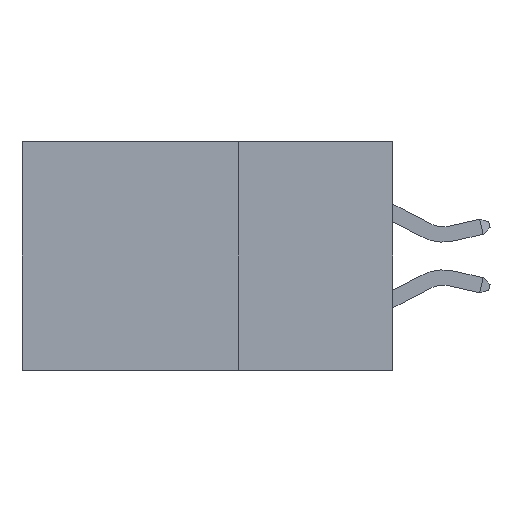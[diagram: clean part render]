
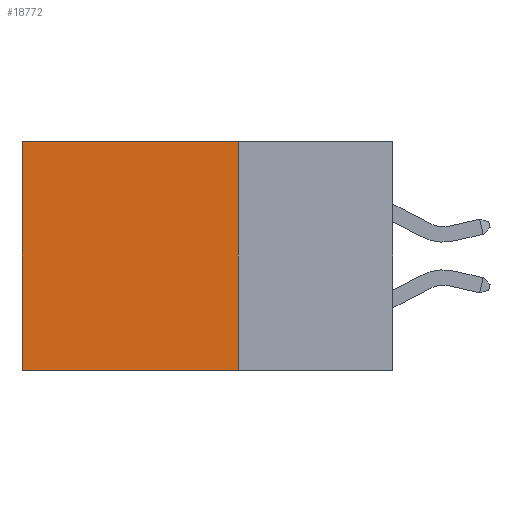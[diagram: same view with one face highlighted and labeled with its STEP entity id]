
A CAD part, left-side view. The second image highlights one B-rep face of the part: STEP entity #18772.
In plain terms, the highlighted planar face has unit normal (-1, 0, 0).
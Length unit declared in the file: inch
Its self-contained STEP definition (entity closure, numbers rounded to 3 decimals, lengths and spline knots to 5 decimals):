
#1326 = EDGE_CURVE ( 'NONE', #23300, #20118, #14438, .T. ) ;
#1723 = LINE ( 'NONE', #26741, #3146 ) ;
#2078 = EDGE_LOOP ( 'NONE', ( #38715, #36375, #39008, #22469 ) ) ;
#2698 = CARTESIAN_POINT ( 'NONE',  ( 0.2875, 0.6, 0. ) ) ;
#3146 = VECTOR ( 'NONE', #11000, 39.37008 ) ;
#3309 = VERTEX_POINT ( 'NONE', #8667 ) ;
#3557 = EDGE_CURVE ( 'NONE', #20118, #3309, #17588, .T. ) ;
#4402 = FACE_OUTER_BOUND ( 'NONE', #2078, .T. ) ;
#7002 = DIRECTION ( 'NONE',  ( 1., 0., 0. ) ) ;
#7085 = CARTESIAN_POINT ( 'NONE',  ( 0.2875, 0.25, 0. ) ) ;
#8667 = CARTESIAN_POINT ( 'NONE',  ( 0.2875, 0.6, -0.37 ) ) ;
#10187 = CARTESIAN_POINT ( 'NONE',  ( 0.2875, 0.25, 0. ) ) ;
#11000 = DIRECTION ( 'NONE',  ( 0., 1., 0. ) ) ;
#11125 = CARTESIAN_POINT ( 'NONE',  ( 0.2875, 0.25, -0.37 ) ) ;
#11388 = VECTOR ( 'NONE', #28697, 39.37008 ) ;
#14438 = LINE ( 'NONE', #10187, #31380 ) ;
#16561 = DIRECTION ( 'NONE',  ( 0., 1., 0. ) ) ;
#17588 = LINE ( 'NONE', #22714, #36978 ) ;
#18772 = ADVANCED_FACE ( 'NONE', ( #4402 ), #28499, .F. ) ;
#19473 = DIRECTION ( 'NONE',  ( 0., 0., -1. ) ) ;
#19629 = LINE ( 'NONE', #7085, #11388 ) ;
#20118 = VERTEX_POINT ( 'NONE', #2698 ) ;
#20365 = AXIS2_PLACEMENT_3D ( 'NONE', #22241, #7002, #37964 ) ;
#22241 = CARTESIAN_POINT ( 'NONE',  ( 0.2875, 0.25, 0. ) ) ;
#22469 = ORIENTED_EDGE ( 'NONE', *, *, #1326, .T. ) ;
#22714 = CARTESIAN_POINT ( 'NONE',  ( 0.2875, 0.6, 0. ) ) ;
#23300 = VERTEX_POINT ( 'NONE', #30026 ) ;
#26741 = CARTESIAN_POINT ( 'NONE',  ( 0.2875, 0.25, -0.37 ) ) ;
#28499 = PLANE ( 'NONE',  #20365 ) ;
#28697 = DIRECTION ( 'NONE',  ( 0., 0., -1. ) ) ;
#29759 = EDGE_CURVE ( 'NONE', #37397, #3309, #1723, .T. ) ;
#30026 = CARTESIAN_POINT ( 'NONE',  ( 0.2875, 0.25, 0. ) ) ;
#31380 = VECTOR ( 'NONE', #16561, 39.37008 ) ;
#36375 = ORIENTED_EDGE ( 'NONE', *, *, #29759, .F. ) ;
#36978 = VECTOR ( 'NONE', #19473, 39.37008 ) ;
#37397 = VERTEX_POINT ( 'NONE', #11125 ) ;
#37964 = DIRECTION ( 'NONE',  ( 0., 0., -1. ) ) ;
#38339 = EDGE_CURVE ( 'NONE', #23300, #37397, #19629, .T. ) ;
#38715 = ORIENTED_EDGE ( 'NONE', *, *, #3557, .T. ) ;
#39008 = ORIENTED_EDGE ( 'NONE', *, *, #38339, .F. ) ;
